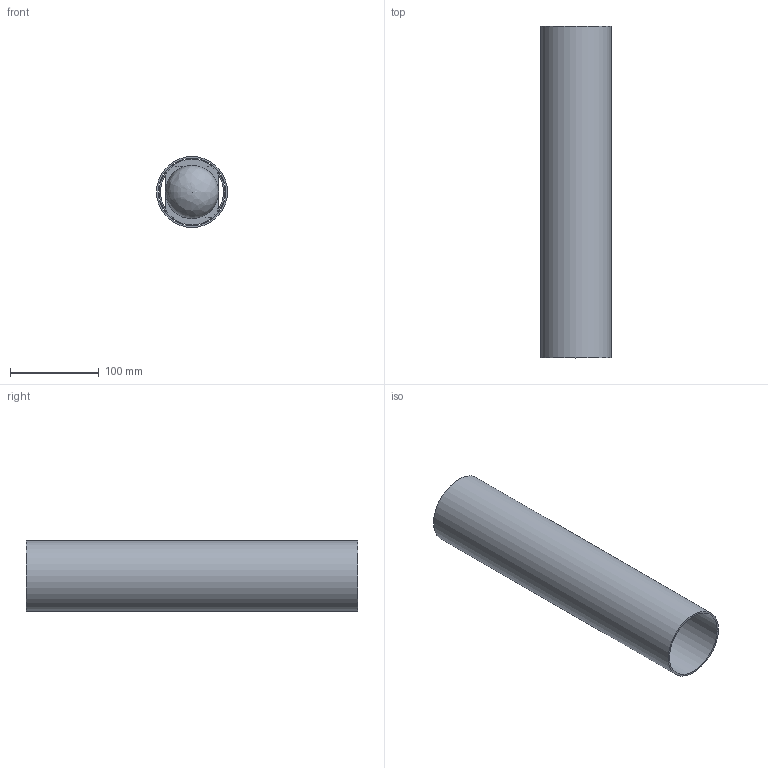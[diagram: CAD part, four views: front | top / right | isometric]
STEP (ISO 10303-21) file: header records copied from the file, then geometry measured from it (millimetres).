
FILE_DESCRIPTION(/* description */ (''),/* implementation_level */ '2;1');
FILE_NAME(/* name */ 'Assembly v8.step',/* time_stamp */ '2023-09-28T22:44:45-04:00',/* author */ (''),/* organization */ (''),/* preprocessor_version */ 'ST-DEVELOPER v20',/* originating_system */ 'Autodesk Translation Framework v12.14.0.127',/* authorisation */ '');
FILE_SCHEMA (('AUTOMOTIVE_DESIGN { 1 0 10303 214 3 1 1 }'));
Length unit declared in the file: millimetre
Products named in the file (24): Assembly; InnerSquareHolder; RPInBatteryBackplate; PicoWithPins; Pico-R3; PICO_assm_140121.STEP; PICO_REF_BOARD.STEP; PICO_REF_USB.STEP; PICO_REF_SWITCH.STEP; PICO_REF_MICROCONTROLLER.STEP; PICO_REF_LED.STEP; PICO_REF_ONSEMI.STEP; PICO_BOURNS.STEP; PICO_MURATA.STEP; PICO_RICHTEK.STEP; PICO_DIODES.STEP; PICO_AEL.STEP; PICO_WINBOND.STEP; Pin Header 1x16 TH Pitch 2.54mm; Pin Header 1x4 TH Pitch 2.54mm; LIPOBattery; Component1; Component2; BigCardboardTube
Assembly tree (26 placements, depth 6):
  Assembly
    InnerSquareHolder
    RPInBatteryBackplate
      PicoWithPins
        Pico-R3
          PICO_assm_140121.STEP
            PICO_REF_BOARD.STEP
            PICO_REF_USB.STEP
            PICO_REF_SWITCH.STEP
            PICO_REF_MICROCONTROLLER.STEP
            PICO_REF_LED.STEP
            PICO_REF_ONSEMI.STEP
            PICO_BOURNS.STEP
            PICO_MURATA.STEP  x2
            PICO_RICHTEK.STEP
            PICO_DIODES.STEP
            PICO_AEL.STEP
            PICO_WINBOND.STEP
        Pin Header 1x16 TH Pitch 2.54mm  x2
        Pin Header 1x4 TH Pitch 2.54mm  x2
      LIPOBattery
      Component1
      Component2
    BigCardboardTube
Bounding box: 80.2 x 375 x 80.2 mm (x, y, z)
Volume: 311963 mm3; surface area: 272970.8 mm2
Topology: 62 solids, 102 shells, 2067 faces, 5569 edges, 3643 vertices
Faces by surface type: plane 1802, cylinder 258, torus 6, bspline 1
Full cylindrical faces by diameter (mm): 1 x43, 1.6 x4, 2.1 x4, 6.75 x2, 8 x4, 74.2 x1, 76.2 x1, 80.2 x1
Entity records: 43465 total; most frequent: CARTESIAN_POINT 7941, ORIENTED_EDGE 7208, DIRECTION 7083, EDGE_CURVE 3676, LINE 2901, VECTOR 2901, VERTEX_POINT 2435, AXIS2_PLACEMENT_3D 2091
